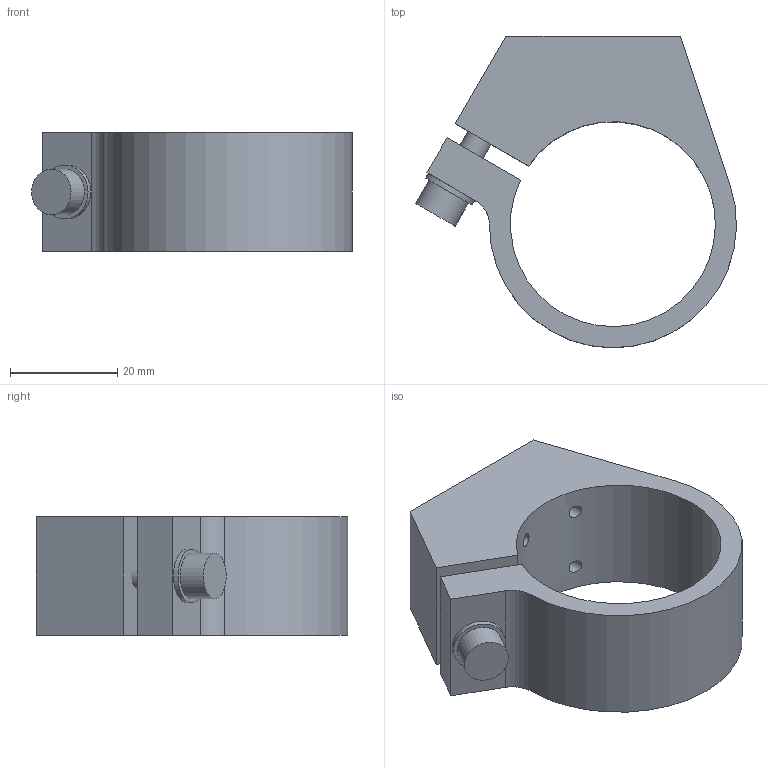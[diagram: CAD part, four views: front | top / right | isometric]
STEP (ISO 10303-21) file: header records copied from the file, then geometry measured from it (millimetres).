
FILE_DESCRIPTION(/* description */ ('Unknown','CAx-IF Rec.Pracs.---Representation and Presentation of Product Manufacturing Information (PMI)---4.0---2014-10-13','CAx-IF Rec.Pracs.---3D Tessellated Geometry---0.4---2014-09-14','2;1'),/* implementation_level */ '2;1');
FILE_NAME(/* name */ '502997_Klemmring',/* time_stamp */ '2024-04-12T13:52:08+02:00',/* author */ ('Unknown'),/* organization */ ('Unknown'),/* preprocessor_version */ 'ST-DEVELOPER v16.7',/* originating_system */ 'Solid Edge',/* authorisation */ 'Unknown');
FILE_SCHEMA (('AP242_MANAGED_MODEL_BASED_3D_ENGINEERING_MIM_LF { 1 0 10303 442 1 1 4 }'));
Length unit declared in the file: millimetre
Products named in the file (4): 502997_Klemmring; Z445; Screw_DIN_912_M5x30_v16.00; Washer_DIN_125_1_B_5.3_v16.00
Assembly tree (3 placements, depth 2):
  502997_Klemmring
    Z445
    Screw_DIN_912_M5x30_v16.00
    Washer_DIN_125_1_B_5.3_v16.00
Bounding box: 59.72 x 58 x 22 mm (x, y, z)
Volume: 27324.6 mm3; surface area: 11491.7 mm2
Topology: 3 solids, 3 shells, 36 faces, 83 edges, 56 vertices
Faces by surface type: cylinder 20, plane 16
Full cylindrical faces by diameter (mm): 2.459 x8, 4.019 x1, 4.134 x2, 5 x2, 5.3 x1, 5.5 x1, 8.5 x1, 10 x1
Entity records: 1252 total; most frequent: CARTESIAN_POINT 188, DIRECTION 166, ORIENTED_EDGE 118, AXIS2_PLACEMENT_3D 71, EDGE_LOOP 70, FACE_BOUND 70, EDGE_CURVE 59, VERTEX_POINT 49
